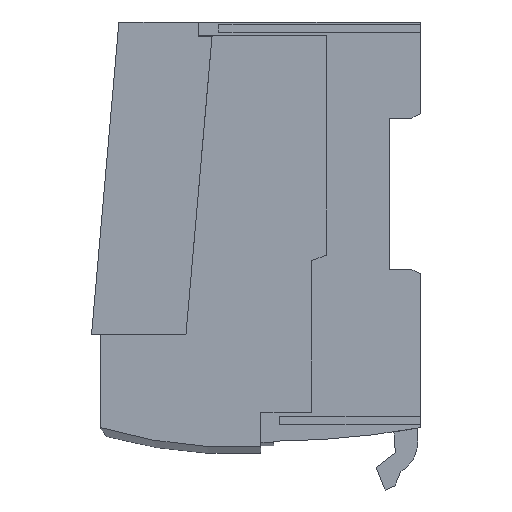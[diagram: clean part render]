
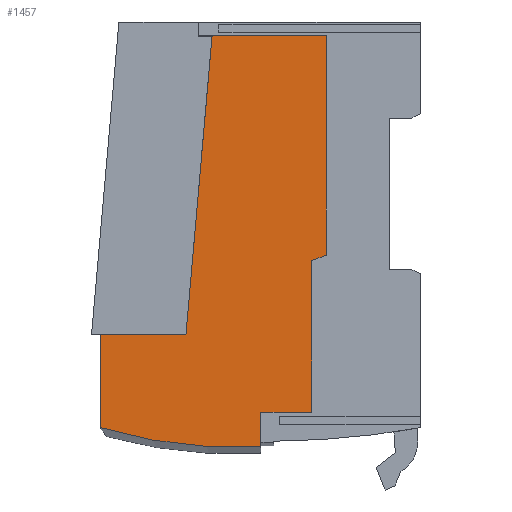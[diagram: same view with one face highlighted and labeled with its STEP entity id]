
A CAD part, left-side view. The second image highlights one B-rep face of the part: STEP entity #1457.
In plain terms, the highlighted planar face has unit normal (-1, 0, 0).
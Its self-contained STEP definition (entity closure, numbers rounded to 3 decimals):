
#1235=DIRECTION('',(0.,0.936,-0.353));
#1236=VECTOR('',#1235,3.687);
#1237=CARTESIAN_POINT('',(0.,22.05,-54.6));
#1238=LINE('',#1237,#1236);
#1239=CARTESIAN_POINT('',(0.,43.838,
8.811));
#1240=DIRECTION('',(1.,0.,0.));
#1241=DIRECTION('',(0.,-0.059,-0.998));
#1242=AXIS2_PLACEMENT_3D('',#1239,#1240,#1241);
#1244=DIRECTION('',(0.,-0.087,0.996));
#1245=VECTOR('',#1244,70.267);
#1246=CARTESIAN_POINT('',(0.,54.937,-73.2));
#1247=LINE('',#1246,#1245);
#1248=DIRECTION('',(0.,0.,1.));
#1249=VECTOR('',#1248,51.4);
#1250=CARTESIAN_POINT('',(0.,22.05,-54.6));
#1251=LINE('',#1250,#1249);
#1285=DIRECTION('',(0.,0.,1.));
#1286=VECTOR('',#1285,35.5);
#1287=CARTESIAN_POINT('',(0.,25.5,-91.4));
#1288=LINE('',#1287,#1286);
#1293=DIRECTION('',(0.,-1.,0.));
#1294=VECTOR('',#1293,11.9);
#1295=CARTESIAN_POINT('',(0.,37.4,-91.4));
#1296=LINE('',#1295,#1294);
#1309=DIRECTION('',(0.,0.,-1.));
#1310=VECTOR('',#1309,7.997);
#1311=CARTESIAN_POINT('',(0.,37.4,-91.4));
#1312=LINE('',#1311,#1310);
#1347=DIRECTION('',(0.,0.,1.));
#1348=VECTOR('',#1347,21.799);
#1349=CARTESIAN_POINT('',(0.002,75.05,
-94.999));
#1350=LINE('',#1349,#1348);
#1355=DIRECTION('',(0.,1.,0.));
#1356=VECTOR('',#1355,20.113);
#1357=CARTESIAN_POINT('',(0.,54.937,-73.2));
#1358=LINE('',#1357,#1356);
#1375=DIRECTION('',(0.,-1.,0.));
#1376=VECTOR('',#1375,26.762);
#1377=CARTESIAN_POINT('',(0.,48.812,-3.2));
#1378=LINE('',#1377,#1376);
#1386=CARTESIAN_POINT('',(0.,37.4,-99.397));
#1387=CARTESIAN_POINT('',(0.,75.05,
-94.998));
#1388=VERTEX_POINT('',#1386);
#1389=VERTEX_POINT('',#1387);
#1394=CARTESIAN_POINT('',(0.,37.4,-91.4));
#1395=VERTEX_POINT('',#1394);
#1402=CARTESIAN_POINT('',(0.,75.05,-73.2));
#1403=VERTEX_POINT('',#1402);
#1408=CARTESIAN_POINT('',(0.,25.5,-91.4));
#1409=VERTEX_POINT('',#1408);
#1410=CARTESIAN_POINT('',(0.,22.05,-3.2));
#1412=VERTEX_POINT('',#1410);
#1414=CARTESIAN_POINT('',(0.,54.937,-73.2));
#1415=CARTESIAN_POINT('',(0.,48.812,-3.2));
#1416=VERTEX_POINT('',#1414);
#1417=VERTEX_POINT('',#1415);
#1422=CARTESIAN_POINT('',(0.,22.05,-54.6));
#1424=VERTEX_POINT('',#1422);
#1427=CARTESIAN_POINT('',(0.,25.5,-55.9));
#1429=VERTEX_POINT('',#1427);
#1430=CARTESIAN_POINT('',(0.,48.55,-51.401));
#1431=DIRECTION('',(1.,0.,0.));
#1432=DIRECTION('',(0.,0.,-1.));
#1433=AXIS2_PLACEMENT_3D('',#1430,#1431,#1432);
#1434=PLANE('',#1433);
#1436=ORIENTED_EDGE('',*,*,#1435,.F.);
#1438=ORIENTED_EDGE('',*,*,#1437,.T.);
#1440=ORIENTED_EDGE('',*,*,#1439,.F.);
#1442=ORIENTED_EDGE('',*,*,#1441,.F.);
#1444=ORIENTED_EDGE('',*,*,#1443,.T.);
#1446=ORIENTED_EDGE('',*,*,#1445,.T.);
#1448=ORIENTED_EDGE('',*,*,#1447,.T.);
#1450=ORIENTED_EDGE('',*,*,#1449,.F.);
#1452=ORIENTED_EDGE('',*,*,#1451,.T.);
#1454=ORIENTED_EDGE('',*,*,#1453,.T.);
#1455=EDGE_LOOP('',(#1436,#1438,#1440,#1442,#1444,#1446,#1448,#1450,#1452,
#1454));
#1456=FACE_OUTER_BOUND('',#1455,.F.);
#1457=ADVANCED_FACE('',(#1456),#1434,.F.);
#1243=CIRCLE('',#1242,108.4);
#1435=EDGE_CURVE('',#1424,#1412,#1251,.T.);
#1437=EDGE_CURVE('',#1424,#1429,#1238,.T.);
#1439=EDGE_CURVE('',#1409,#1429,#1288,.T.);
#1441=EDGE_CURVE('',#1395,#1409,#1296,.T.);
#1443=EDGE_CURVE('',#1395,#1388,#1312,.T.);
#1445=EDGE_CURVE('',#1388,#1389,#1243,.T.);
#1447=EDGE_CURVE('',#1389,#1403,#1350,.T.);
#1449=EDGE_CURVE('',#1416,#1403,#1358,.T.);
#1451=EDGE_CURVE('',#1416,#1417,#1247,.T.);
#1453=EDGE_CURVE('',#1417,#1412,#1378,.T.);
